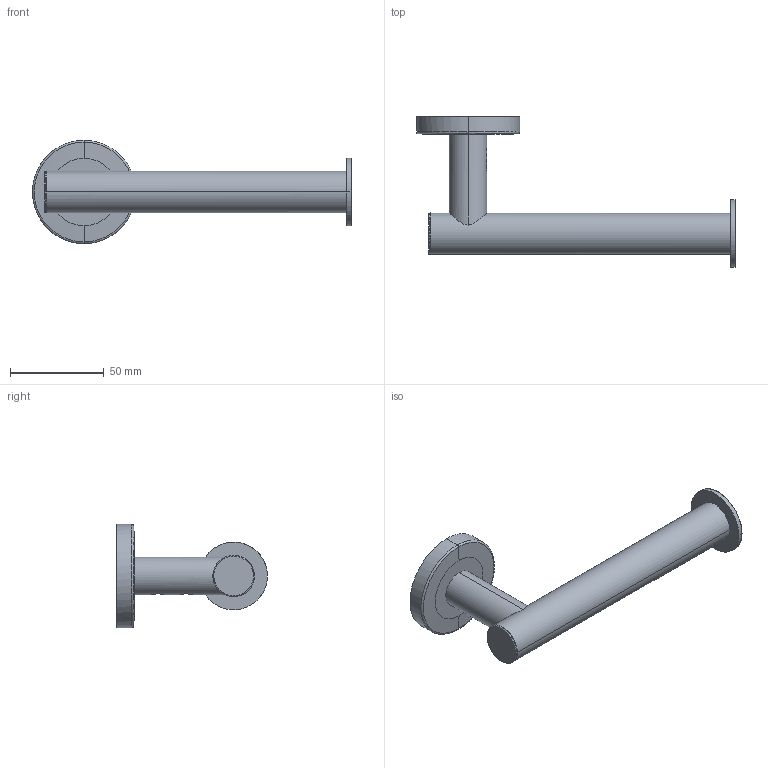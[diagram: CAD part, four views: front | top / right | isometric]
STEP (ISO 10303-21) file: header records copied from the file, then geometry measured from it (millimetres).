
FILE_DESCRIPTION(/* description */ (''),/* implementation_level */ '2;1');
FILE_NAME(/* name */ 'STEP - A817909..R_15057',/* time_stamp */ '2024-10-24T11:50:07+11:00',/* author */ (''),/* organization */ (''),/* preprocessor_version */ 'ST-DEVELOPER v16.5',/* originating_system */ 'Rhino 7.37',/* authorisation */ '');
FILE_SCHEMA (('CONFIG_CONTROL_DESIGN'));
Length unit declared in the file: millimetre
Products named in the file (1): Document
Bounding box: 169.96 x 80.38 x 55 mm (x, y, z)
Surface area: 27130.5 mm2 (no closed solid volume)
Topology: 0 solids, 12 shells, 137 faces, 445 edges, 318 vertices
Faces by surface type: cylinder 61, bspline 42, plane 34
Entity records: 8704 total; most frequent: CARTESIAN_POINT 6102, ORIENTED_EDGE 705, EDGE_CURVE 445, VERTEX_POINT 318, B_SPLINE_CURVE_WITH_KNOTS 259, EDGE_LOOP 160, ADVANCED_FACE 137, FACE_OUTER_BOUND 137
